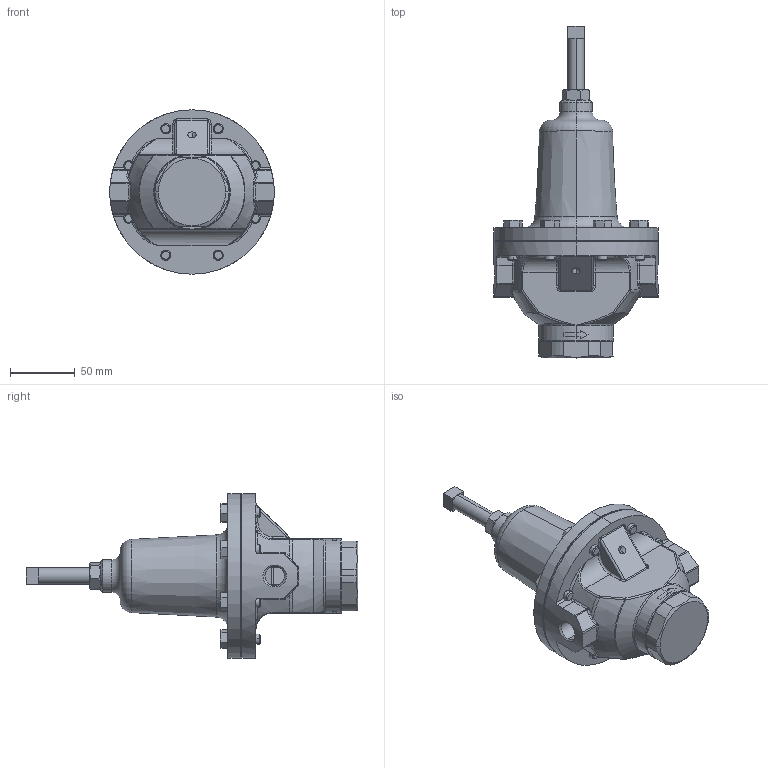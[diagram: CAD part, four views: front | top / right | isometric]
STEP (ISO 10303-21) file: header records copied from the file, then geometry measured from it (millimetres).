
FILE_DESCRIPTION (( 'STEP AP203' ), '1' );
FILE_NAME ('68G-038-DI-BP.STEP', '2017-08-17T15:26:50', ( '' ), ( '' ), 'SwSTEP 2.0', 'SolidWorks 2014', '' );
FILE_SCHEMA (( 'CONFIG_CONTROL_DESIGN' ));
Length unit declared in the file: inch
Products named in the file (1): 68G-038-DI-BP
Bounding box: 127 x 256.34 x 127 mm (x, y, z)
Volume: 855914.2 mm3; surface area: 83144.9 mm2
Topology: 1 solids, 1 shells, 606 faces, 1502 edges, 918 vertices
Faces by surface type: plane 225, bspline 147, cylinder 102, cone 98, torus 30, sphere 4
Entity records: 25599 total; most frequent: CARTESIAN_POINT 12509, ORIENTED_EDGE 2968, DIRECTION 2279, EDGE_CURVE 1484, VERTEX_POINT 918, AXIS2_PLACEMENT_3D 808, LINE 663, VECTOR 663
